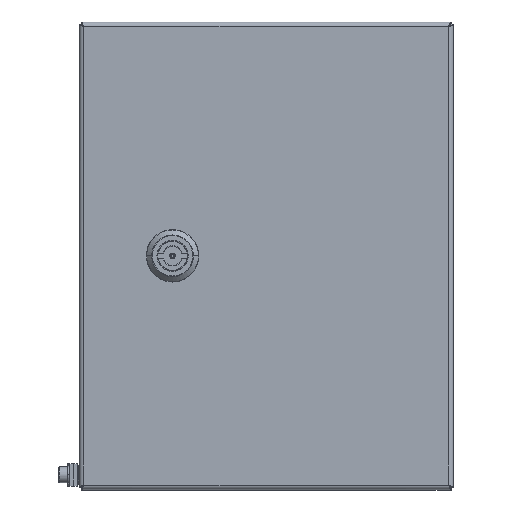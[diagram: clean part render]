
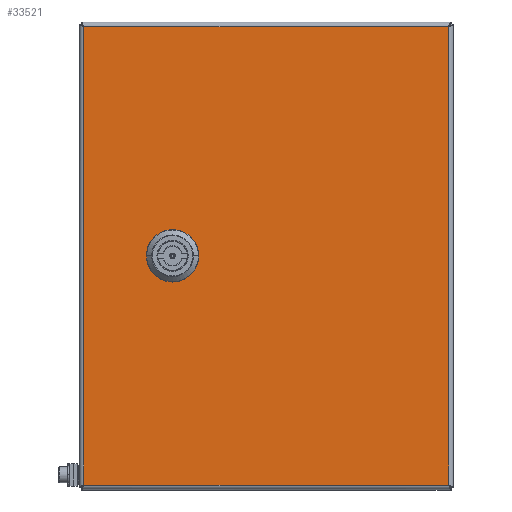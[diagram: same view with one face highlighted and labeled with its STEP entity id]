
A CAD part, top view. The second image highlights one B-rep face of the part: STEP entity #33521.
In plain terms, the highlighted face is planar.
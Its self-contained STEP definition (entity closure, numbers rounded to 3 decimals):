
#263 = ORIENTED_EDGE ( 'NONE', *, *, #30799, .F. ) ;
#319 = DIRECTION ( 'NONE',  ( -1., 0., 0. ) ) ;
#469 = VECTOR ( 'NONE', #31860, 1000. ) ;
#699 = LINE ( 'NONE', #25448, #1570 ) ;
#1211 = CARTESIAN_POINT ( 'NONE',  ( 55.154, 10., 0. ) ) ;
#1267 = CARTESIAN_POINT ( 'NONE',  ( 40., -5.154, 0. ) ) ;
#1442 = CARTESIAN_POINT ( 'NONE',  ( 97.5, -122.5, 0. ) ) ;
#1560 = FACE_OUTER_BOUND ( 'NONE', #36908, .T. ) ;
#1570 = VECTOR ( 'NONE', #25186, 1000. ) ;
#2715 = ORIENTED_EDGE ( 'NONE', *, *, #25857, .F. ) ;
#2932 = VERTEX_POINT ( 'NONE', #36095 ) ;
#2984 = CIRCLE ( 'NONE', #33347, 11.25 ) ;
#3243 = DIRECTION ( 'NONE',  ( 0., 0., -1. ) ) ;
#3442 = EDGE_CURVE ( 'NONE', #12530, #9475, #25060, .T. ) ;
#3555 = EDGE_CURVE ( 'NONE', #31550, #24177, #21451, .T. ) ;
#4118 = LINE ( 'NONE', #23224, #18444 ) ;
#4769 = CARTESIAN_POINT ( 'NONE',  ( 55.154, 10., 0. ) ) ;
#6151 = EDGE_CURVE ( 'NONE', #12315, #12530, #21321, .T. ) ;
#6776 = CARTESIAN_POINT ( 'NONE',  ( 50., 0., 0. ) ) ;
#6978 = VECTOR ( 'NONE', #7145, 1000. ) ;
#7002 = DIRECTION ( 'NONE',  ( 1., 0., 0. ) ) ;
#7145 = DIRECTION ( 'NONE',  ( 0., 1., 0. ) ) ;
#7345 = CARTESIAN_POINT ( 'NONE',  ( 60., 5.154, 0. ) ) ;
#8214 = AXIS2_PLACEMENT_3D ( 'NONE', #20421, #3243, #23264 ) ;
#9475 = VERTEX_POINT ( 'NONE', #12347 ) ;
#9577 = CARTESIAN_POINT ( 'NONE',  ( -100., 125., 0. ) ) ;
#9658 = DIRECTION ( 'NONE',  ( -1., 0., 0. ) ) ;
#9756 = VERTEX_POINT ( 'NONE', #10661 ) ;
#9854 = VECTOR ( 'NONE', #15994, 1000. ) ;
#9930 = CARTESIAN_POINT ( 'NONE',  ( -98.743, 122.5, 0. ) ) ;
#9998 = CARTESIAN_POINT ( 'NONE',  ( 40., 5.154, 0. ) ) ;
#10477 = VERTEX_POINT ( 'NONE', #27570 ) ;
#10661 = CARTESIAN_POINT ( 'NONE',  ( -97.5, 122.5, 0. ) ) ;
#11212 = ORIENTED_EDGE ( 'NONE', *, *, #16167, .T. ) ;
#11650 = ORIENTED_EDGE ( 'NONE', *, *, #29936, .F. ) ;
#12109 = AXIS2_PLACEMENT_3D ( 'NONE', #9577, #12467, #32435 ) ;
#12315 = VERTEX_POINT ( 'NONE', #4769 ) ;
#12347 = CARTESIAN_POINT ( 'NONE',  ( 60., -5.154, 0. ) ) ;
#12467 = DIRECTION ( 'NONE',  ( 0., 0., 1. ) ) ;
#12530 = VERTEX_POINT ( 'NONE', #20032 ) ;
#12579 = CARTESIAN_POINT ( 'NONE',  ( 50., 0., 0. ) ) ;
#12810 = AXIS2_PLACEMENT_3D ( 'NONE', #33854, #16772, #36697 ) ;
#13446 = CIRCLE ( 'NONE', #8214, 11.25 ) ;
#14047 = ORIENTED_EDGE ( 'NONE', *, *, #34407, .F. ) ;
#14118 = AXIS2_PLACEMENT_3D ( 'NONE', #12579, #32545, #15462 ) ;
#14150 = EDGE_CURVE ( 'NONE', #24177, #14542, #13446, .T. ) ;
#14155 = VECTOR ( 'NONE', #35639, 1000. ) ;
#14198 = ORIENTED_EDGE ( 'NONE', *, *, #3555, .F. ) ;
#14542 = VERTEX_POINT ( 'NONE', #16867 ) ;
#14785 = CARTESIAN_POINT ( 'NONE',  ( 55.154, -10., 0. ) ) ;
#15371 = ORIENTED_EDGE ( 'NONE', *, *, #33604, .T. ) ;
#15462 = DIRECTION ( 'NONE',  ( -1., 0., 0. ) ) ;
#15994 = DIRECTION ( 'NONE',  ( 0., -1., 0. ) ) ;
#16167 = EDGE_CURVE ( 'NONE', #2932, #9756, #22167, .T. ) ;
#16772 = DIRECTION ( 'NONE',  ( 0., 0., -1. ) ) ;
#16792 = CARTESIAN_POINT ( 'NONE',  ( 55.154, -10., 0. ) ) ;
#16819 = EDGE_LOOP ( 'NONE', ( #263, #2715, #23694, #26779, #14047, #31391, #14198, #11650 ) ) ;
#16838 = FACE_BOUND ( 'NONE', #16819, .T. ) ;
#16867 = CARTESIAN_POINT ( 'NONE',  ( 44.846, 10., 0. ) ) ;
#18444 = VECTOR ( 'NONE', #319, 1000. ) ;
#19457 = LINE ( 'NONE', #1211, #33727 ) ;
#20032 = CARTESIAN_POINT ( 'NONE',  ( 60., 5.154, 0. ) ) ;
#20421 = CARTESIAN_POINT ( 'NONE',  ( 50., 0., 0. ) ) ;
#21321 = CIRCLE ( 'NONE', #12810, 11.25 ) ;
#21451 = LINE ( 'NONE', #27833, #30850 ) ;
#21722 = LINE ( 'NONE', #9930, #14155 ) ;
#22167 = LINE ( 'NONE', #30015, #6978 ) ;
#22438 = VERTEX_POINT ( 'NONE', #16792 ) ;
#23043 = EDGE_CURVE ( 'NONE', #34452, #2932, #4118, .T. ) ;
#23224 = CARTESIAN_POINT ( 'NONE',  ( 98.743, -122.5, 0. ) ) ;
#23264 = DIRECTION ( 'NONE',  ( -1., 0., 0. ) ) ;
#23694 = ORIENTED_EDGE ( 'NONE', *, *, #3442, .F. ) ;
#24177 = VERTEX_POINT ( 'NONE', #9998 ) ;
#24706 = CIRCLE ( 'NONE', #14118, 11.25 ) ;
#24976 = DIRECTION ( 'NONE',  ( 0., 1., 0. ) ) ;
#25060 = LINE ( 'NONE', #7345, #9854 ) ;
#25186 = DIRECTION ( 'NONE',  ( 0., -1., 0. ) ) ;
#25448 = CARTESIAN_POINT ( 'NONE',  ( 97.5, 123.743, 0. ) ) ;
#25857 = EDGE_CURVE ( 'NONE', #9475, #22438, #2984, .T. ) ;
#26697 = PLANE ( 'NONE',  #12109 ) ;
#26749 = EDGE_CURVE ( 'NONE', #10477, #34452, #699, .T. ) ;
#26775 = DIRECTION ( 'NONE',  ( 0., 0., -1. ) ) ;
#26779 = ORIENTED_EDGE ( 'NONE', *, *, #6151, .F. ) ;
#27570 = CARTESIAN_POINT ( 'NONE',  ( 97.5, 122.5, 0. ) ) ;
#27833 = CARTESIAN_POINT ( 'NONE',  ( 40., 5.154, 0. ) ) ;
#28342 = ORIENTED_EDGE ( 'NONE', *, *, #23043, .T. ) ;
#29373 = VERTEX_POINT ( 'NONE', #29492 ) ;
#29492 = CARTESIAN_POINT ( 'NONE',  ( 44.846, -10., 0. ) ) ;
#29936 = EDGE_CURVE ( 'NONE', #29373, #31550, #24706, .T. ) ;
#30002 = LINE ( 'NONE', #14785, #469 ) ;
#30015 = CARTESIAN_POINT ( 'NONE',  ( -97.5, -123.743, 0. ) ) ;
#30799 = EDGE_CURVE ( 'NONE', #22438, #29373, #30002, .T. ) ;
#30850 = VECTOR ( 'NONE', #24976, 1000. ) ;
#31283 = ORIENTED_EDGE ( 'NONE', *, *, #26749, .T. ) ;
#31391 = ORIENTED_EDGE ( 'NONE', *, *, #14150, .F. ) ;
#31550 = VERTEX_POINT ( 'NONE', #1267 ) ;
#31860 = DIRECTION ( 'NONE',  ( -1., 0., 0. ) ) ;
#32435 = DIRECTION ( 'NONE',  ( 1., 0., 0. ) ) ;
#32545 = DIRECTION ( 'NONE',  ( 0., 0., -1. ) ) ;
#33347 = AXIS2_PLACEMENT_3D ( 'NONE', #6776, #26775, #9658 ) ;
#33521 = ADVANCED_FACE ( 'NONE', ( #16838, #1560 ), #26697, .F. ) ;
#33604 = EDGE_CURVE ( 'NONE', #9756, #10477, #21722, .T. ) ;
#33727 = VECTOR ( 'NONE', #7002, 1000. ) ;
#33854 = CARTESIAN_POINT ( 'NONE',  ( 50., 0., 0. ) ) ;
#34407 = EDGE_CURVE ( 'NONE', #14542, #12315, #19457, .T. ) ;
#34452 = VERTEX_POINT ( 'NONE', #1442 ) ;
#35639 = DIRECTION ( 'NONE',  ( 1., 0., 0. ) ) ;
#36095 = CARTESIAN_POINT ( 'NONE',  ( -97.5, -122.5, 0. ) ) ;
#36697 = DIRECTION ( 'NONE',  ( -1., 0., 0. ) ) ;
#36908 = EDGE_LOOP ( 'NONE', ( #28342, #11212, #15371, #31283 ) ) ;
